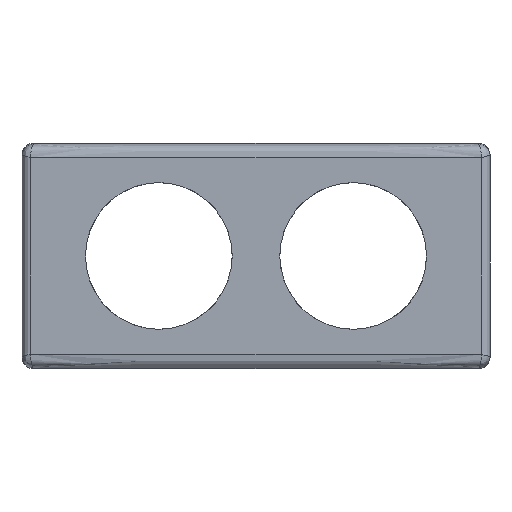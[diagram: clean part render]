
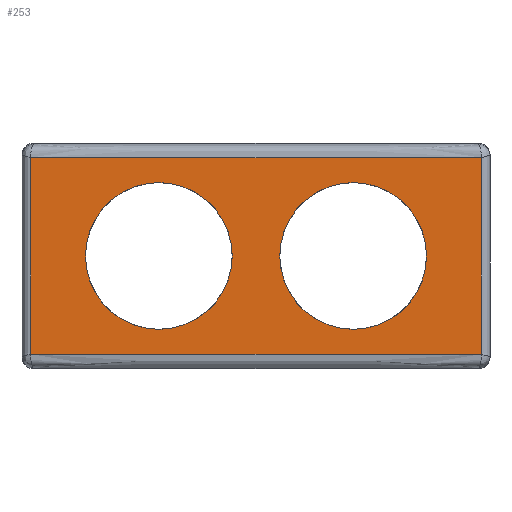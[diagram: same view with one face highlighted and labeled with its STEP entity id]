
A CAD part, top view. The second image highlights one B-rep face of the part: STEP entity #253.
In plain terms, the highlighted planar face has unit normal (0, 0, -1).
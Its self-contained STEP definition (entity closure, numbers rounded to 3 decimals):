
#89=AXIS2_PLACEMENT_3D('Circle Axis2P3D',#87,#88,$) ;
#163=AXIS2_PLACEMENT_3D('Plane Axis2P3D',#160,#161,#162) ;
#228=AXIS2_PLACEMENT_3D('Circle Axis2P3D',#226,#227,$) ;
#237=AXIS2_PLACEMENT_3D('Circle Axis2P3D',#235,#236,$) ;
#246=AXIS2_PLACEMENT_3D('Circle Axis2P3D',#244,#245,$) ;
#84=CARTESIAN_POINT('Vertex',(62.3,0.,8.5)) ;
#87=CARTESIAN_POINT('Axis2P3D Location',(35.5,0.,8.5)) ;
#91=CARTESIAN_POINT('Vertex',(8.7,0.,8.5)) ;
#160=CARTESIAN_POINT('Axis2P3D Location',(0.,35.881,8.5)) ;
#166=CARTESIAN_POINT('Control Point',(-82.365,-35.881,8.5)) ;
#167=CARTESIAN_POINT('Control Point',(-82.365,-35.807,8.5)) ;
#168=CARTESIAN_POINT('Control Point',(-82.365,-35.734,8.5)) ;
#169=CARTESIAN_POINT('Control Point',(-82.365,-35.66,8.5)) ;
#170=CARTESIAN_POINT('Control Point',(-82.365,-34.486,8.5)) ;
#171=CARTESIAN_POINT('Control Point',(-82.365,-33.306,8.5)) ;
#172=CARTESIAN_POINT('Control Point',(-82.365,-32.195,8.5)) ;
#173=CARTESIAN_POINT('Control Point',(-82.365,-25.238,8.5)) ;
#174=CARTESIAN_POINT('Control Point',(-82.365,-18.118,8.5)) ;
#175=CARTESIAN_POINT('Control Point',(-82.365,-12.122,8.5)) ;
#176=CARTESIAN_POINT('Control Point',(-82.365,1.175,8.5)) ;
#177=CARTESIAN_POINT('Control Point',(-82.365,14.473,8.5)) ;
#178=CARTESIAN_POINT('Control Point',(-82.365,21.559,8.5)) ;
#179=CARTESIAN_POINT('Control Point',(-82.365,28.713,8.5)) ;
#180=CARTESIAN_POINT('Control Point',(-82.365,35.641,8.5)) ;
#181=CARTESIAN_POINT('Control Point',(-82.365,35.742,8.5)) ;
#182=CARTESIAN_POINT('Control Point',(-82.365,35.819,8.5)) ;
#183=CARTESIAN_POINT('Control Point',(-82.365,35.881,8.5)) ;
#184=CARTESIAN_POINT('Vertex',(-82.365,-35.881,8.5)) ;
#186=CARTESIAN_POINT('Vertex',(-82.365,35.881,8.5)) ;
#189=CARTESIAN_POINT('Line Origine',(0.,35.881,8.5)) ;
#193=CARTESIAN_POINT('Vertex',(82.365,35.881,8.5)) ;
#197=CARTESIAN_POINT('Control Point',(82.365,-35.881,8.5)) ;
#198=CARTESIAN_POINT('Control Point',(82.365,-35.807,8.5)) ;
#199=CARTESIAN_POINT('Control Point',(82.365,-35.734,8.5)) ;
#200=CARTESIAN_POINT('Control Point',(82.365,-35.66,8.5)) ;
#201=CARTESIAN_POINT('Control Point',(82.365,-28.715,8.5)) ;
#202=CARTESIAN_POINT('Control Point',(82.365,-21.545,8.5)) ;
#203=CARTESIAN_POINT('Control Point',(82.365,-14.463,8.5)) ;
#204=CARTESIAN_POINT('Control Point',(82.365,-0.061,8.5)) ;
#205=CARTESIAN_POINT('Control Point',(82.365,14.342,8.5)) ;
#206=CARTESIAN_POINT('Control Point',(82.365,21.369,8.5)) ;
#207=CARTESIAN_POINT('Control Point',(82.365,28.507,8.5)) ;
#208=CARTESIAN_POINT('Control Point',(82.365,35.425,8.5)) ;
#209=CARTESIAN_POINT('Control Point',(82.365,35.606,8.5)) ;
#210=CARTESIAN_POINT('Control Point',(82.365,35.758,8.5)) ;
#211=CARTESIAN_POINT('Control Point',(82.365,35.881,8.5)) ;
#212=CARTESIAN_POINT('Vertex',(82.365,-35.881,8.5)) ;
#215=CARTESIAN_POINT('Line Origine',(0.,-35.881,8.5)) ;
#226=CARTESIAN_POINT('Axis2P3D Location',(-35.5,0.,8.5)) ;
#230=CARTESIAN_POINT('Vertex',(-62.3,0.,8.5)) ;
#232=CARTESIAN_POINT('Vertex',(-8.7,0.,8.5)) ;
#235=CARTESIAN_POINT('Axis2P3D Location',(-35.5,0.,8.5)) ;
#244=CARTESIAN_POINT('Axis2P3D Location',(35.5,0.,8.5)) ;
#88=DIRECTION('Axis2P3D Direction',(0.,0.,1.)) ;
#161=DIRECTION('Axis2P3D Direction',(-0.,0.,1.)) ;
#162=DIRECTION('Axis2P3D XDirection',(0.,-1.,0.)) ;
#190=DIRECTION('Vector Direction',(1.,0.,0.)) ;
#216=DIRECTION('Vector Direction',(1.,0.,0.)) ;
#227=DIRECTION('Axis2P3D Direction',(-0.,0.,1.)) ;
#236=DIRECTION('Axis2P3D Direction',(-0.,0.,1.)) ;
#245=DIRECTION('Axis2P3D Direction',(-0.,0.,1.)) ;
#191=VECTOR('Line Direction',#190,1.) ;
#217=VECTOR('Line Direction',#216,1.) ;
#221=ORIENTED_EDGE('',*,*,#188,.T.) ;
#222=ORIENTED_EDGE('',*,*,#195,.T.) ;
#223=ORIENTED_EDGE('',*,*,#214,.F.) ;
#224=ORIENTED_EDGE('',*,*,#219,.F.) ;
#241=ORIENTED_EDGE('',*,*,#234,.T.) ;
#242=ORIENTED_EDGE('',*,*,#239,.T.) ;
#250=ORIENTED_EDGE('',*,*,#93,.T.) ;
#251=ORIENTED_EDGE('',*,*,#248,.T.) ;
#243=FACE_BOUND('',#240,.T.) ;
#252=FACE_BOUND('',#249,.T.) ;
#253=ADVANCED_FACE('Surface.1',(#225,#243,#252),#164,.F.) ;
#165=B_SPLINE_CURVE_WITH_KNOTS('',5,(#166,#167,#168,#169,#170,#171,#172,#173,#174,#175,#176,#177,#178,#179,#180,#181,#182,#183),.UNSPECIFIED.,.F.,.U.,(6,3,3,3,3,6),(118.798,119.458,129.331,181.02,242.732,243.204),.UNSPECIFIED.) ;
#196=B_SPLINE_CURVE_WITH_KNOTS('',5,(#197,#198,#199,#200,#201,#202,#203,#204,#205,#206,#207,#208,#209,#210,#211),.UNSPECIFIED.,.F.,.U.,(6,3,3,3,6),(118.798,119.458,181.128,242.279,243.159),.UNSPECIFIED.) ;
#90=CIRCLE('generated circle',#89,26.8) ;
#229=CIRCLE('generated circle',#228,26.8) ;
#238=CIRCLE('generated circle',#237,26.8) ;
#247=CIRCLE('generated circle',#246,26.8) ;
#93=EDGE_CURVE('',#92,#85,#90,.T.) ;
#188=EDGE_CURVE('',#185,#187,#165,.T.) ;
#195=EDGE_CURVE('',#187,#194,#192,.T.) ;
#214=EDGE_CURVE('',#213,#194,#196,.T.) ;
#219=EDGE_CURVE('',#185,#213,#218,.T.) ;
#234=EDGE_CURVE('',#231,#233,#229,.T.) ;
#239=EDGE_CURVE('',#233,#231,#238,.T.) ;
#248=EDGE_CURVE('',#85,#92,#247,.T.) ;
#220=EDGE_LOOP('',(#221,#222,#223,#224)) ;
#240=EDGE_LOOP('',(#241,#242)) ;
#249=EDGE_LOOP('',(#250,#251)) ;
#225=FACE_OUTER_BOUND('',#220,.T.) ;
#192=LINE('Line',#189,#191) ;
#218=LINE('Line',#215,#217) ;
#164=PLANE('',#163) ;
#85=VERTEX_POINT('',#84) ;
#92=VERTEX_POINT('',#91) ;
#185=VERTEX_POINT('',#184) ;
#187=VERTEX_POINT('',#186) ;
#194=VERTEX_POINT('',#193) ;
#213=VERTEX_POINT('',#212) ;
#231=VERTEX_POINT('',#230) ;
#233=VERTEX_POINT('',#232) ;
